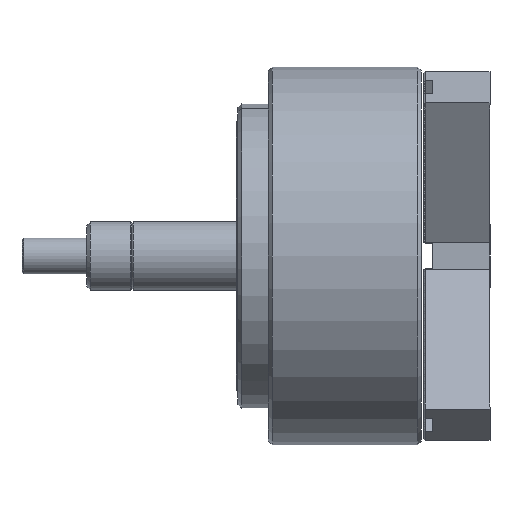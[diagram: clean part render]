
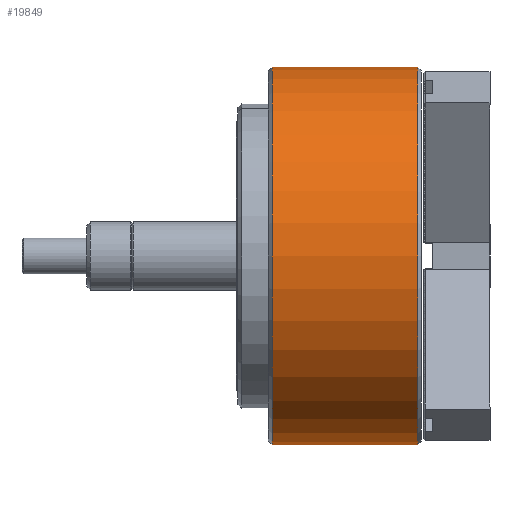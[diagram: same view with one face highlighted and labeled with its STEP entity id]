
A CAD part, front view. The second image highlights one B-rep face of the part: STEP entity #19849.
In plain terms, the highlighted cylindrical face has radius 105 mm (diameter 210 mm), a partial arc.
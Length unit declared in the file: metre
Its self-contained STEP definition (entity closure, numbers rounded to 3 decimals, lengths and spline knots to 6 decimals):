
#4340 = DIRECTION ( 'NONE',  ( 0., 0., 1. ) ) ;
#4342 = DIRECTION ( 'NONE',  ( -1., 0., 0. ) ) ;
#4343 = CARTESIAN_POINT ( 'NONE',  ( 0., 0., 0. ) ) ;
#4347 = CYLINDRICAL_SURFACE ( 'NONE', #4351, 0.105 ) ;
#4348 = DIRECTION ( 'NONE',  ( 0., 0., -1. ) ) ;
#4349 = DIRECTION ( 'NONE',  ( 1., 0., 0. ) ) ;
#4350 = FACE_OUTER_BOUND ( 'NONE', #19867, .T. ) ;
#4351 = AXIS2_PLACEMENT_3D ( 'NONE', #4343, #4342, #4340 ) ;
#4355 = AXIS2_PLACEMENT_3D ( 'NONE', #4369, #4349, #4348 ) ;
#4358 = CIRCLE ( 'NONE', #4355, 0.105 ) ;
#4369 = CARTESIAN_POINT ( 'NONE',  ( 0.002, 0., 0. ) ) ;
#4385 = DIRECTION ( 'NONE',  ( 0., 0., 1. ) ) ;
#4386 = DIRECTION ( 'NONE',  ( -1., 0., 0. ) ) ;
#4397 = CIRCLE ( 'NONE', #4398, 0.105 ) ;
#4398 = AXIS2_PLACEMENT_3D ( 'NONE', #4400, #4386, #4385 ) ;
#4400 = CARTESIAN_POINT ( 'NONE',  ( 0.083, 0., 0. ) ) ;
#16125 = CARTESIAN_POINT ( 'NONE',  ( 0.083, 0., 0.105 ) ) ;
#16206 = CARTESIAN_POINT ( 'NONE',  ( 0.083, 0., -0.105 ) ) ;
#16213 = LINE ( 'NONE', #16230, #16229 ) ;
#16216 = CARTESIAN_POINT ( 'NONE',  ( 0.002, 0., -0.105 ) ) ;
#16228 = DIRECTION ( 'NONE',  ( -1., 0., 0. ) ) ;
#16229 = VECTOR ( 'NONE', #16228, 1. ) ;
#16230 = CARTESIAN_POINT ( 'NONE',  ( 0., 0., 0.105 ) ) ;
#16232 = DIRECTION ( 'NONE',  ( -1., 0., 0. ) ) ;
#16233 = VECTOR ( 'NONE', #16232, 1. ) ;
#16244 = CARTESIAN_POINT ( 'NONE',  ( 0., 0., -0.105 ) ) ;
#16245 = LINE ( 'NONE', #16244, #16233 ) ;
#16280 = CARTESIAN_POINT ( 'NONE',  ( 0.002, 0., 0.105 ) ) ;
#19144 = VERTEX_POINT ( 'NONE', #16125 ) ;
#19195 = VERTEX_POINT ( 'NONE', #16206 ) ;
#19206 = EDGE_CURVE ( 'NONE', #19195, #19211, #16245, .T. ) ;
#19207 = EDGE_CURVE ( 'NONE', #19144, #19213, #16213, .T. ) ;
#19211 = VERTEX_POINT ( 'NONE', #16216 ) ;
#19213 = VERTEX_POINT ( 'NONE', #16280 ) ;
#19806 = ORIENTED_EDGE ( 'NONE', *, *, #19861, .T. ) ;
#19849 = ADVANCED_FACE ( 'NONE', ( #4350 ), #4347, .T. ) ;
#19850 = EDGE_CURVE ( 'NONE', #19213, #19211, #4358, .T. ) ;
#19851 = ORIENTED_EDGE ( 'NONE', *, *, #19207, .T. ) ;
#19854 = ORIENTED_EDGE ( 'NONE', *, *, #19850, .T. ) ;
#19861 = EDGE_CURVE ( 'NONE', #19195, #19144, #4397, .T. ) ;
#19867 = EDGE_LOOP ( 'NONE', ( #19872, #19806, #19851, #19854 ) ) ;
#19872 = ORIENTED_EDGE ( 'NONE', *, *, #19206, .F. ) ;
